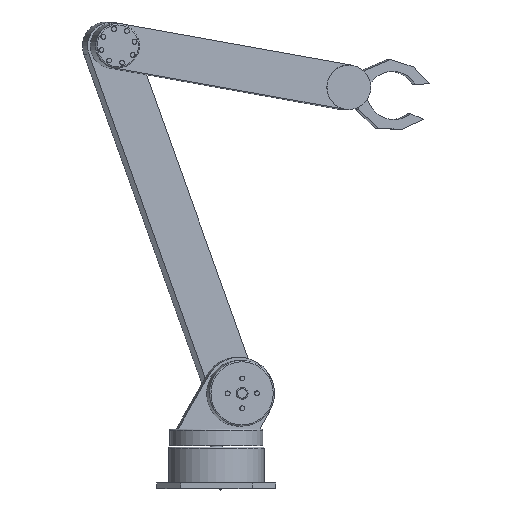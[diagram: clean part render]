
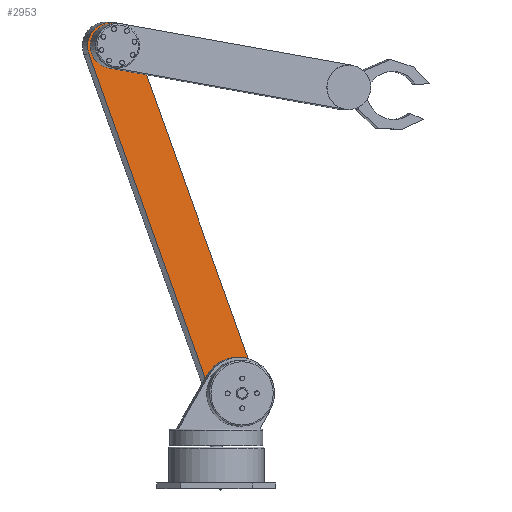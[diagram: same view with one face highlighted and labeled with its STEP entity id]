
A CAD part, top view. The second image highlights one B-rep face of the part: STEP entity #2953.
In plain terms, the highlighted planar face has unit normal (0.174, 0, 0.985).
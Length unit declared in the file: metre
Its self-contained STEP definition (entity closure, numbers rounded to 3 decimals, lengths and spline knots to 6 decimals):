
#130 = CARTESIAN_POINT('NONE', (0.088246, 0.220575, -0.016008));
#131 = VERTEX_POINT('NONE', #130);
#132 = CARTESIAN_POINT('NONE', (-0.005776, 0.185825, 0.000571));
#133 = VERTEX_POINT('NONE', #132);
#136 = CARTESIAN_POINT('NONE', (-0.176969, 0.960489, 0.030757));
#137 = VERTEX_POINT('NONE', #136);
#140 = CARTESIAN_POINT('NONE', (-0.270992, 0.925739, 0.047335));
#141 = VERTEX_POINT('NONE', #140);
#202 = CARTESIAN_POINT('NONE', (-0.214013, 0.943114, 0.037288));
#203 = VERTEX_POINT('NONE', #202);
#745 = DIRECTION('NONE', (-0.925, -0.342, 0.163));
#746 = DIRECTION('NONE', (0.174, 0., 0.985));
#747 = CARTESIAN_POINT('NONE', (0.041235, 0.2032, -0.007719));
#748 = AXIS2_PLACEMENT_3D('NONE', #747, #746, #745);
#749 = CIRCLE('NONE', #748, 0.0508);
#762 = DIRECTION('NONE', (-0.337, 0.94, 0.059));
#763 = VECTOR('NONE', #762, 1);
#764 = CARTESIAN_POINT('NONE', (0.088246, 0.220575, -0.016008));
#765 = LINE('NONE', #764, #763);
#775 = DIRECTION('NONE', (0.925, 0.342, -0.163));
#776 = DIRECTION('NONE', (0.174, 0., 0.985));
#777 = CARTESIAN_POINT('NONE', (-0.223981, 0.943114, 0.039046));
#778 = AXIS2_PLACEMENT_3D('NONE', #777, #776, #775);
#779 = CIRCLE('NONE', #778, 0.0508);
#784 = DIRECTION('NONE', (0.337, -0.94, -0.059));
#785 = VECTOR('NONE', #784, 1);
#786 = CARTESIAN_POINT('NONE', (-0.270992, 0.925739, 0.047335));
#787 = LINE('NONE', #786, #785);
#1004 = DIRECTION('NONE', (0.985, 0., -0.174));
#1005 = DIRECTION('NONE', (0.174, 0., 0.985));
#1006 = CARTESIAN_POINT('NONE', (-0.221517, 0.943114, 0.038612));
#1007 = AXIS2_PLACEMENT_3D('NONE', #1006, #1005, #1004);
#1008 = CIRCLE('NONE', #1007, 0.00762);
#1729 = EDGE_CURVE('NONE', #133, #131, #749, .T.);
#1733 = EDGE_CURVE('NONE', #131, #137, #765, .T.);
#1736 = EDGE_CURVE('NONE', #137, #141, #779, .T.);
#1738 = EDGE_CURVE('NONE', #141, #133, #787, .T.);
#1785 = EDGE_CURVE('NONE', #203, #203, #1008, .T.);
#2133 = CARTESIAN_POINT('NONE', (-0.00254, 0, -0));
#2134 = DIRECTION('NONE', (0.174, 0, 0.985));
#2135 = AXIS2_PLACEMENT_3D('NONE', #2133, #2134, $);
#2136 = PLANE('NONE', #2135);
#2944 = ORIENTED_EDGE('NONE', *, *, #1729, .T.);
#2945 = ORIENTED_EDGE('NONE', *, *, #1733, .T.);
#2946 = ORIENTED_EDGE('NONE', *, *, #1736, .T.);
#2947 = ORIENTED_EDGE('NONE', *, *, #1738, .T.);
#2948 = ORIENTED_EDGE('NONE', *, *, #1785, .F.);
#2949 = EDGE_LOOP('NONE', (#2944, #2945, #2946, #2947));
#2950 = FACE_BOUND('NONE', #2949, .T.);
#2951 = EDGE_LOOP('NONE', (#2948));
#2952 = FACE_BOUND('NONE', #2951, .T.);
#2953 = ADVANCED_FACE('NONE', (#2950, #2952), #2136, .T.);
